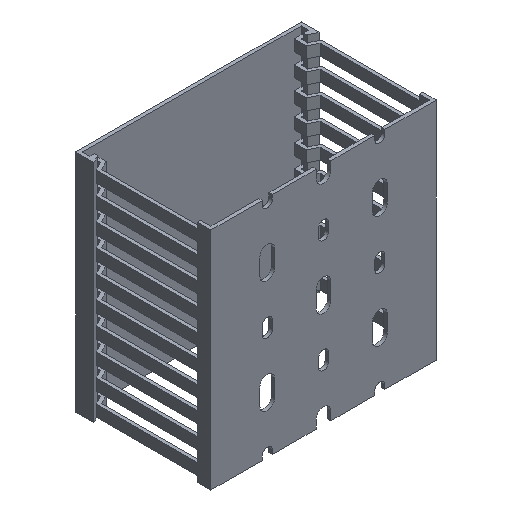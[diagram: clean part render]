
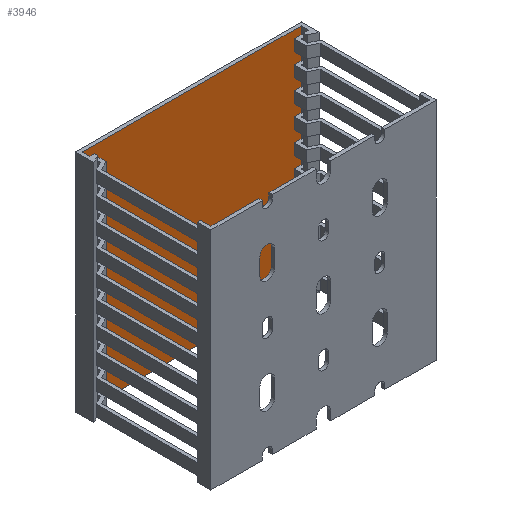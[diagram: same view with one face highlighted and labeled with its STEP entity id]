
A CAD part, isometric view. The second image highlights one B-rep face of the part: STEP entity #3946.
In plain terms, the highlighted planar face has unit normal (0, -1, 0).
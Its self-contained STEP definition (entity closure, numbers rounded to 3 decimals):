
#400 = EDGE_CURVE ( 'NONE', #2102, #7912, #8709, .T. ) ;
#459 = VERTEX_POINT ( 'NONE', #7289 ) ;
#686 = FACE_OUTER_BOUND ( 'NONE', #5670, .T. ) ;
#2047 = VECTOR ( 'NONE', #8813, 1000. ) ;
#2102 = VERTEX_POINT ( 'NONE', #6032 ) ;
#2252 = ORIENTED_EDGE ( 'NONE', *, *, #3214, .F. ) ;
#2253 = CARTESIAN_POINT ( 'NONE',  ( -48.5, 58.5, -100. ) ) ;
#2774 = ORIENTED_EDGE ( 'NONE', *, *, #400, .T. ) ;
#2852 = CARTESIAN_POINT ( 'NONE',  ( 48.5, 58.5, -100. ) ) ;
#2939 = LINE ( 'NONE', #5848, #6768 ) ;
#2968 = AXIS2_PLACEMENT_3D ( 'NONE', #4304, #6544, #4406 ) ;
#3214 = EDGE_CURVE ( 'NONE', #7571, #459, #6574, .T. ) ;
#3577 = CARTESIAN_POINT ( 'NONE',  ( -48.5, 58.5, -100. ) ) ;
#3634 = EDGE_CURVE ( 'NONE', #459, #7912, #2939, .T. ) ;
#3946 = ADVANCED_FACE ( 'NONE', ( #686 ), #8098, .T. ) ;
#4304 = CARTESIAN_POINT ( 'NONE',  ( -48.5, 58.5, -100. ) ) ;
#4406 = DIRECTION ( 'NONE',  ( 0., 0., -1. ) ) ;
#4438 = DIRECTION ( 'NONE',  ( 1., 0., 0. ) ) ;
#4651 = VECTOR ( 'NONE', #5042, 1000. ) ;
#5042 = DIRECTION ( 'NONE',  ( 0., 0., 1. ) ) ;
#5193 = LINE ( 'NONE', #2253, #8317 ) ;
#5670 = EDGE_LOOP ( 'NONE', ( #7605, #2252, #8190, #2774 ) ) ;
#5848 = CARTESIAN_POINT ( 'NONE',  ( -48.5, 58.5, 0. ) ) ;
#6032 = CARTESIAN_POINT ( 'NONE',  ( 48.5, 58.5, -100. ) ) ;
#6277 = CARTESIAN_POINT ( 'NONE',  ( 48.5, 58.5, 0. ) ) ;
#6544 = DIRECTION ( 'NONE',  ( 0., -1., 0. ) ) ;
#6571 = CARTESIAN_POINT ( 'NONE',  ( -48.5, 58.5, -100. ) ) ;
#6574 = LINE ( 'NONE', #3577, #2047 ) ;
#6768 = VECTOR ( 'NONE', #8623, 1000. ) ;
#7117 = EDGE_CURVE ( 'NONE', #7571, #2102, #5193, .T. ) ;
#7289 = CARTESIAN_POINT ( 'NONE',  ( -48.5, 58.5, 0. ) ) ;
#7571 = VERTEX_POINT ( 'NONE', #6571 ) ;
#7605 = ORIENTED_EDGE ( 'NONE', *, *, #3634, .F. ) ;
#7912 = VERTEX_POINT ( 'NONE', #6277 ) ;
#8098 = PLANE ( 'NONE',  #2968 ) ;
#8190 = ORIENTED_EDGE ( 'NONE', *, *, #7117, .T. ) ;
#8317 = VECTOR ( 'NONE', #4438, 1000. ) ;
#8623 = DIRECTION ( 'NONE',  ( 1., 0., 0. ) ) ;
#8709 = LINE ( 'NONE', #2852, #4651 ) ;
#8813 = DIRECTION ( 'NONE',  ( 0., 0., 1. ) ) ;
